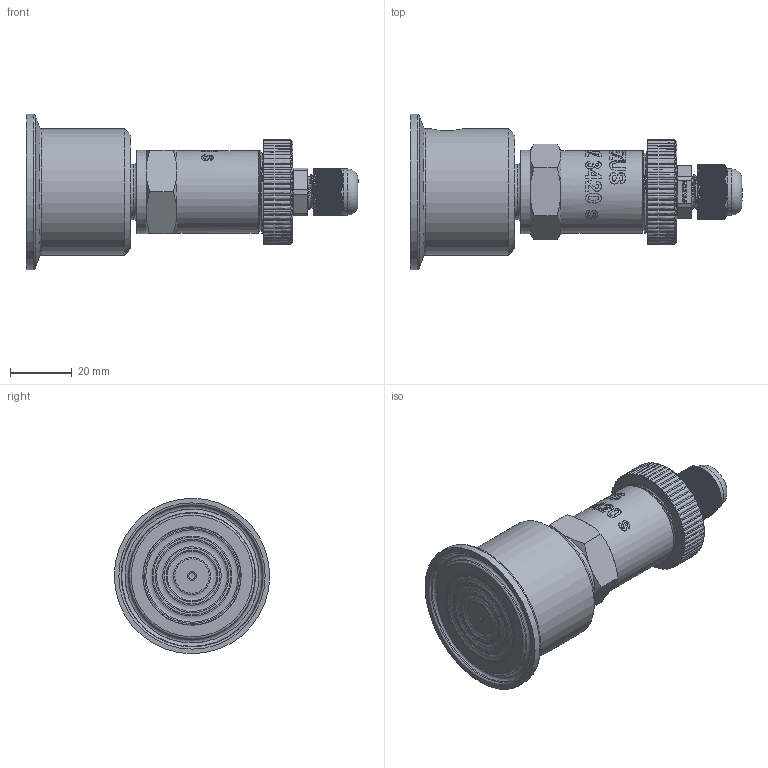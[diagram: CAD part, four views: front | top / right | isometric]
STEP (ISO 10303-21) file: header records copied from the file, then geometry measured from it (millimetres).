
FILE_DESCRIPTION(/* description */ (''),/* implementation_level */ '2;1');
FILE_NAME(/* name */ 'APZ3420s_ClampDN1-1''2_2.step',/* time_stamp */ '2021-07-08T14:19:42+03:00',/* author */ (''),/* organization */ (''),/* preprocessor_version */ 'ST-DEVELOPER v18.1',/* originating_system */ 'Autodesk Translation Framework v10.9.0.1377',/* authorisation */ '');
FILE_SCHEMA (('AUTOMOTIVE_DESIGN { 1 0 10303 214 3 1 1 }'));
Products named in the file (9): АПЗ 3420S заполненная; OMAL nut M27x1.5; Ш100.000.001; M12x1.5 Cable gland; Cable gland; Rubber gasket; M12 Domed nut; G1\2EN; Clamp DN1-1'2 diaphragm 32 v9
Assembly tree (7 placements, depth 3):
  АПЗ 3420S заполненная
    OMAL nut M27x1.5
    Ш100.000.001
    M12x1.5 Cable gland
      Cable gland
      Rubber gasket
      M12 Domed nut
    G1\2EN
  Clamp DN1-1'2 diaphragm 32 v9
Bounding box: 107.83 x 50.5 x 50.5 mm (x, y, z)
Volume: 80122.3 mm3; surface area: 28431.2 mm2
Topology: 8 solids, 8 shells, 2785 faces, 8113 edges, 5406 vertices
Faces by surface type: plane 1504, cylinder 795, bspline 432, cone 33, torus 19, sphere 2
Full cylindrical faces by diameter (mm): 1 x6, 2 x1, 3 x1, 3.3 x1, 5 x1, 6 x3, 7.5 x1, 8 x1, 9.976 x5, 10 x6, 10.376 x4, 10.526 x3, 11.6 x4, 12 x5, 12.203 x3, 12.6 x1, 15 x1, 16.7 x1, 17 x1, 17.5 x1, 18 x1, 18.631 x7, 20.955 x7, 21.4 x2, 22 x1, 22.3 x1, 22.4 x1, 24.5 x1, 25.132 x4, 25.526 x4
Entity records: 124041 total; most frequent: CARTESIAN_POINT 53695, ORIENTED_EDGE 16226, DIRECTION 12634, EDGE_CURVE 8113, VERTEX_POINT 5406, LINE 4346, VECTOR 4346, AXIS2_PLACEMENT_3D 4144
